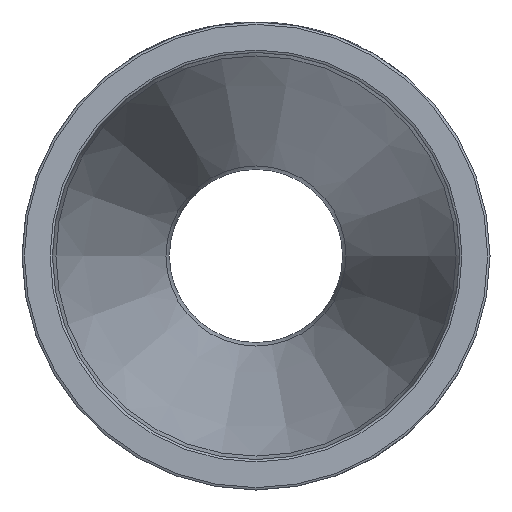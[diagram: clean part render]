
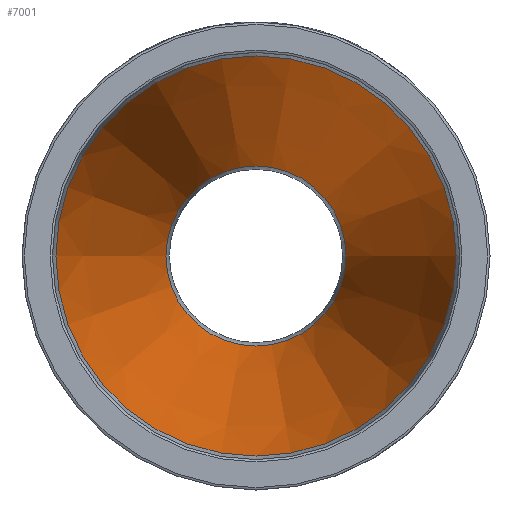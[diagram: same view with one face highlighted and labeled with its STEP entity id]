
A CAD part, left-side view. The second image highlights one B-rep face of the part: STEP entity #7001.
In plain terms, the highlighted conical face has half-angle 14.036 degrees and reference radius 7.874 mm.
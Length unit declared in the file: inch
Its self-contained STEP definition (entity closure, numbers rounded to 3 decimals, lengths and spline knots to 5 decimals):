
#13=CONICAL_SURFACE('',#7374,0.31,14.036);
#95=FACE_BOUND('',#1259,.T.);
#826=FACE_OUTER_BOUND('',#1258,.T.);
#1258=EDGE_LOOP('',(#6544));
#1259=EDGE_LOOP('',(#6545,#6546));
#1417=CIRCLE('',#7372,0.42754);
#1418=CIRCLE('',#7373,0.42754);
#1419=CIRCLE('',#7375,0.19246);
#3433=VERTEX_POINT('',#15815);
#3434=VERTEX_POINT('',#15816);
#3435=VERTEX_POINT('',#15823);
#4471=EDGE_CURVE('',#3433,#3434,#1417,.T.);
#4473=EDGE_CURVE('',#3434,#3433,#1418,.T.);
#4474=EDGE_CURVE('',#3435,#3435,#1419,.T.);
#6544=ORIENTED_EDGE('',*,*,#4474,.F.);
#6545=ORIENTED_EDGE('',*,*,#4471,.F.);
#6546=ORIENTED_EDGE('',*,*,#4473,.F.);
#7001=ADVANCED_FACE('',(#826,#95),#13,.F.);
#7372=AXIS2_PLACEMENT_3D('',#15817,#8572,#8573);
#7373=AXIS2_PLACEMENT_3D('',#15821,#8574,#8575);
#7374=AXIS2_PLACEMENT_3D('',#15822,#8576,#8577);
#7375=AXIS2_PLACEMENT_3D('',#15824,#8578,#8579);
#8572=DIRECTION('center_axis',(1.,0.,0.));
#8573=DIRECTION('ref_axis',(0.,-1.,0.));
#8574=DIRECTION('center_axis',(1.,0.,0.));
#8575=DIRECTION('ref_axis',(0.,-1.,0.));
#8576=DIRECTION('center_axis',(-1.,0.,0.));
#8577=DIRECTION('ref_axis',(0.,1.,0.));
#8578=DIRECTION('center_axis',(-1.,0.,0.));
#8579=DIRECTION('ref_axis',(0.,-1.,0.));
#15815=CARTESIAN_POINT('',(0.40486,0.42754,0.));
#15816=CARTESIAN_POINT('',(0.40486,0.,0.42754));
#15817=CARTESIAN_POINT('Origin',(0.40486,0.,0.));
#15821=CARTESIAN_POINT('Origin',(0.40486,0.,0.));
#15822=CARTESIAN_POINT('Origin',(0.875,0.,0.));
#15823=CARTESIAN_POINT('',(1.34514,0.19246,0.));
#15824=CARTESIAN_POINT('Origin',(1.34514,0.,0.));
